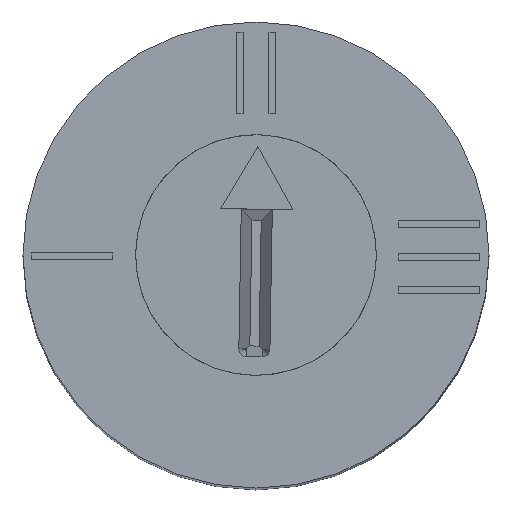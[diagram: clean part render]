
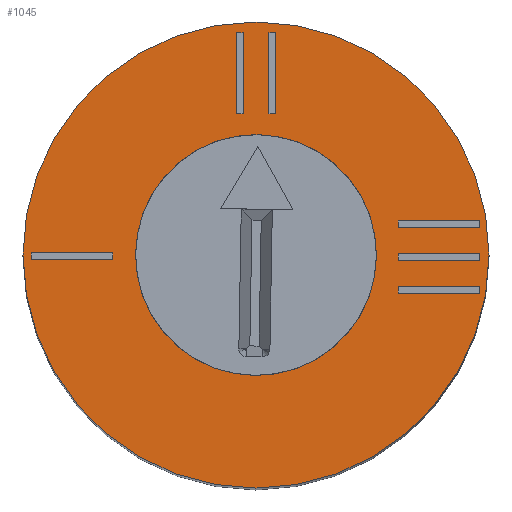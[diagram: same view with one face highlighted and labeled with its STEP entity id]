
A CAD part, top view. The second image highlights one B-rep face of the part: STEP entity #1045.
In plain terms, the highlighted planar face has unit normal (0, 0, 1).
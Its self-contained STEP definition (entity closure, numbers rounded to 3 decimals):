
#30=FACE_BOUND('',#191,.T.);
#31=FACE_BOUND('',#192,.T.);
#32=FACE_BOUND('',#193,.T.);
#33=FACE_BOUND('',#194,.T.);
#34=FACE_BOUND('',#195,.T.);
#35=FACE_BOUND('',#196,.T.);
#36=FACE_BOUND('',#197,.T.);
#57=CIRCLE('',#1180,1.55);
#63=CIRCLE('',#1190,3.);
#126=FACE_OUTER_BOUND('',#190,.T.);
#190=EDGE_LOOP('',(#850));
#191=EDGE_LOOP('',(#851,#852,#853,#854));
#192=EDGE_LOOP('',(#855,#856,#857,#858));
#193=EDGE_LOOP('',(#859,#860,#861,#862));
#194=EDGE_LOOP('',(#863,#864,#865,#866));
#195=EDGE_LOOP('',(#867,#868,#869,#870));
#196=EDGE_LOOP('',(#871,#872,#873,#874));
#197=EDGE_LOOP('',(#875));
#221=LINE('',#1538,#333);
#225=LINE('',#1545,#337);
#228=LINE('',#1551,#340);
#230=LINE('',#1554,#342);
#233=LINE('',#1563,#345);
#237=LINE('',#1570,#349);
#240=LINE('',#1576,#352);
#242=LINE('',#1579,#354);
#245=LINE('',#1588,#357);
#249=LINE('',#1595,#361);
#252=LINE('',#1601,#364);
#254=LINE('',#1604,#366);
#257=LINE('',#1613,#369);
#261=LINE('',#1620,#373);
#264=LINE('',#1626,#376);
#266=LINE('',#1629,#378);
#269=LINE('',#1638,#381);
#273=LINE('',#1645,#385);
#276=LINE('',#1651,#388);
#278=LINE('',#1654,#390);
#281=LINE('',#1663,#393);
#285=LINE('',#1670,#397);
#288=LINE('',#1676,#400);
#290=LINE('',#1679,#402);
#333=VECTOR('',#1233,10.);
#337=VECTOR('',#1239,10.);
#340=VECTOR('',#1244,10.);
#342=VECTOR('',#1248,10.);
#345=VECTOR('',#1255,10.);
#349=VECTOR('',#1261,10.);
#352=VECTOR('',#1266,10.);
#354=VECTOR('',#1270,10.);
#357=VECTOR('',#1277,10.);
#361=VECTOR('',#1283,10.);
#364=VECTOR('',#1288,10.);
#366=VECTOR('',#1292,10.);
#369=VECTOR('',#1299,10.);
#373=VECTOR('',#1305,10.);
#376=VECTOR('',#1310,10.);
#378=VECTOR('',#1314,10.);
#381=VECTOR('',#1321,10.);
#385=VECTOR('',#1327,10.);
#388=VECTOR('',#1332,10.);
#390=VECTOR('',#1336,10.);
#393=VECTOR('',#1343,10.);
#397=VECTOR('',#1349,10.);
#400=VECTOR('',#1354,10.);
#402=VECTOR('',#1358,10.);
#445=VERTEX_POINT('',#1535);
#446=VERTEX_POINT('',#1537);
#448=VERTEX_POINT('',#1543);
#450=VERTEX_POINT('',#1549);
#453=VERTEX_POINT('',#1560);
#454=VERTEX_POINT('',#1562);
#456=VERTEX_POINT('',#1568);
#458=VERTEX_POINT('',#1574);
#461=VERTEX_POINT('',#1585);
#462=VERTEX_POINT('',#1587);
#464=VERTEX_POINT('',#1593);
#466=VERTEX_POINT('',#1599);
#469=VERTEX_POINT('',#1610);
#470=VERTEX_POINT('',#1612);
#472=VERTEX_POINT('',#1618);
#474=VERTEX_POINT('',#1624);
#477=VERTEX_POINT('',#1635);
#478=VERTEX_POINT('',#1637);
#480=VERTEX_POINT('',#1643);
#482=VERTEX_POINT('',#1649);
#485=VERTEX_POINT('',#1660);
#486=VERTEX_POINT('',#1662);
#488=VERTEX_POINT('',#1668);
#490=VERTEX_POINT('',#1674);
#502=VERTEX_POINT('',#1716);
#508=VERTEX_POINT('',#1736);
#537=EDGE_CURVE('',#446,#445,#221,.T.);
#541=EDGE_CURVE('',#445,#448,#225,.T.);
#544=EDGE_CURVE('',#448,#450,#228,.T.);
#546=EDGE_CURVE('',#450,#446,#230,.T.);
#549=EDGE_CURVE('',#454,#453,#233,.T.);
#553=EDGE_CURVE('',#453,#456,#237,.T.);
#556=EDGE_CURVE('',#456,#458,#240,.T.);
#558=EDGE_CURVE('',#458,#454,#242,.T.);
#561=EDGE_CURVE('',#462,#461,#245,.T.);
#565=EDGE_CURVE('',#461,#464,#249,.T.);
#568=EDGE_CURVE('',#464,#466,#252,.T.);
#570=EDGE_CURVE('',#466,#462,#254,.T.);
#573=EDGE_CURVE('',#470,#469,#257,.T.);
#577=EDGE_CURVE('',#469,#472,#261,.T.);
#580=EDGE_CURVE('',#472,#474,#264,.T.);
#582=EDGE_CURVE('',#474,#470,#266,.T.);
#585=EDGE_CURVE('',#478,#477,#269,.T.);
#589=EDGE_CURVE('',#477,#480,#273,.T.);
#592=EDGE_CURVE('',#480,#482,#276,.T.);
#594=EDGE_CURVE('',#482,#478,#278,.T.);
#597=EDGE_CURVE('',#486,#485,#281,.T.);
#601=EDGE_CURVE('',#485,#488,#285,.T.);
#604=EDGE_CURVE('',#488,#490,#288,.T.);
#606=EDGE_CURVE('',#490,#486,#290,.T.);
#623=EDGE_CURVE('',#502,#502,#57,.T.);
#633=EDGE_CURVE('',#508,#508,#63,.T.);
#850=ORIENTED_EDGE('',*,*,#633,.F.);
#851=ORIENTED_EDGE('',*,*,#537,.T.);
#852=ORIENTED_EDGE('',*,*,#541,.T.);
#853=ORIENTED_EDGE('',*,*,#544,.T.);
#854=ORIENTED_EDGE('',*,*,#546,.T.);
#855=ORIENTED_EDGE('',*,*,#549,.T.);
#856=ORIENTED_EDGE('',*,*,#553,.T.);
#857=ORIENTED_EDGE('',*,*,#556,.T.);
#858=ORIENTED_EDGE('',*,*,#558,.T.);
#859=ORIENTED_EDGE('',*,*,#561,.T.);
#860=ORIENTED_EDGE('',*,*,#565,.T.);
#861=ORIENTED_EDGE('',*,*,#568,.T.);
#862=ORIENTED_EDGE('',*,*,#570,.T.);
#863=ORIENTED_EDGE('',*,*,#573,.T.);
#864=ORIENTED_EDGE('',*,*,#577,.T.);
#865=ORIENTED_EDGE('',*,*,#580,.T.);
#866=ORIENTED_EDGE('',*,*,#582,.T.);
#867=ORIENTED_EDGE('',*,*,#585,.T.);
#868=ORIENTED_EDGE('',*,*,#589,.T.);
#869=ORIENTED_EDGE('',*,*,#592,.T.);
#870=ORIENTED_EDGE('',*,*,#594,.T.);
#871=ORIENTED_EDGE('',*,*,#597,.T.);
#872=ORIENTED_EDGE('',*,*,#601,.T.);
#873=ORIENTED_EDGE('',*,*,#604,.T.);
#874=ORIENTED_EDGE('',*,*,#606,.T.);
#875=ORIENTED_EDGE('',*,*,#623,.T.);
#990=PLANE('',#1191);
#1045=ADVANCED_FACE('',(#126,#30,#31,#32,#33,#34,#35,#36),#990,.F.);
#1180=AXIS2_PLACEMENT_3D('',#1717,#1404,#1405);
#1190=AXIS2_PLACEMENT_3D('',#1737,#1428,#1429);
#1191=AXIS2_PLACEMENT_3D('',#1739,#1431,#1432);
#1233=DIRECTION('',(-1.,0.,0.));
#1239=DIRECTION('',(0.,1.,0.));
#1244=DIRECTION('',(1.,0.,0.));
#1248=DIRECTION('',(0.,-1.,0.));
#1255=DIRECTION('',(-1.,0.,0.));
#1261=DIRECTION('',(0.,1.,0.));
#1266=DIRECTION('',(1.,0.,0.));
#1270=DIRECTION('',(0.,-1.,0.));
#1277=DIRECTION('',(-1.,0.,0.));
#1283=DIRECTION('',(0.,1.,0.));
#1288=DIRECTION('',(1.,0.,0.));
#1292=DIRECTION('',(0.,-1.,0.));
#1299=DIRECTION('',(0.,1.,0.));
#1305=DIRECTION('',(1.,0.,0.));
#1310=DIRECTION('',(0.,-1.,0.));
#1314=DIRECTION('',(-1.,0.,0.));
#1321=DIRECTION('',(0.,1.,0.));
#1327=DIRECTION('',(1.,0.,0.));
#1332=DIRECTION('',(0.,-1.,0.));
#1336=DIRECTION('',(-1.,0.,0.));
#1343=DIRECTION('',(-1.,0.,0.));
#1349=DIRECTION('',(0.,1.,0.));
#1354=DIRECTION('',(1.,0.,0.));
#1358=DIRECTION('',(0.,-1.,0.));
#1404=DIRECTION('center_axis',(0.,0.,-1.));
#1405=DIRECTION('ref_axis',(1.,0.,0.));
#1428=DIRECTION('center_axis',(0.,0.,-1.));
#1429=DIRECTION('ref_axis',(-1.,0.,0.));
#1431=DIRECTION('center_axis',(0.,0.,-1.));
#1432=DIRECTION('ref_axis',(-1.,0.,0.));
#1535=CARTESIAN_POINT('',(1.83,0.348,16.7));
#1537=CARTESIAN_POINT('',(2.877,0.348,16.7));
#1538=CARTESIAN_POINT('',(1.438,0.348,16.7));
#1543=CARTESIAN_POINT('',(1.83,0.438,16.7));
#1545=CARTESIAN_POINT('',(1.83,0.174,16.7));
#1549=CARTESIAN_POINT('',(2.877,0.438,16.7));
#1551=CARTESIAN_POINT('',(0.915,0.438,16.7));
#1554=CARTESIAN_POINT('',(2.877,0.219,16.7));
#1560=CARTESIAN_POINT('',(1.83,-0.072,16.7));
#1562=CARTESIAN_POINT('',(2.877,-0.072,16.7));
#1563=CARTESIAN_POINT('',(1.438,-0.072,16.7));
#1568=CARTESIAN_POINT('',(1.83,0.017,16.7));
#1570=CARTESIAN_POINT('',(1.83,-0.036,16.7));
#1574=CARTESIAN_POINT('',(2.877,0.017,16.7));
#1576=CARTESIAN_POINT('',(0.915,0.017,16.7));
#1579=CARTESIAN_POINT('',(2.877,0.008,16.7));
#1585=CARTESIAN_POINT('',(1.83,-0.493,16.7));
#1587=CARTESIAN_POINT('',(2.877,-0.493,16.7));
#1588=CARTESIAN_POINT('',(1.438,-0.493,16.7));
#1593=CARTESIAN_POINT('',(1.83,-0.404,16.7));
#1595=CARTESIAN_POINT('',(1.83,-0.247,16.7));
#1599=CARTESIAN_POINT('',(2.877,-0.404,16.7));
#1601=CARTESIAN_POINT('',(0.915,-0.404,16.7));
#1604=CARTESIAN_POINT('',(2.877,-0.202,16.7));
#1610=CARTESIAN_POINT('',(0.167,2.863,16.7));
#1612=CARTESIAN_POINT('',(0.167,1.817,16.7));
#1613=CARTESIAN_POINT('',(0.167,0.909,16.7));
#1618=CARTESIAN_POINT('',(0.256,2.863,16.7));
#1620=CARTESIAN_POINT('',(0.083,2.863,16.7));
#1624=CARTESIAN_POINT('',(0.256,1.817,16.7));
#1626=CARTESIAN_POINT('',(0.256,1.432,16.7));
#1629=CARTESIAN_POINT('',(0.128,1.817,16.7));
#1635=CARTESIAN_POINT('',(-0.254,2.863,16.7));
#1637=CARTESIAN_POINT('',(-0.254,1.817,16.7));
#1638=CARTESIAN_POINT('',(-0.254,0.909,16.7));
#1643=CARTESIAN_POINT('',(-0.164,2.863,16.7));
#1645=CARTESIAN_POINT('',(-0.127,2.863,16.7));
#1649=CARTESIAN_POINT('',(-0.164,1.817,16.7));
#1651=CARTESIAN_POINT('',(-0.164,1.432,16.7));
#1654=CARTESIAN_POINT('',(-0.082,1.817,16.7));
#1660=CARTESIAN_POINT('',(-2.89,-0.062,16.7));
#1662=CARTESIAN_POINT('',(-1.844,-0.062,16.7));
#1663=CARTESIAN_POINT('',(-0.922,-0.062,16.7));
#1668=CARTESIAN_POINT('',(-2.89,0.028,16.7));
#1670=CARTESIAN_POINT('',(-2.89,-0.031,16.7));
#1674=CARTESIAN_POINT('',(-1.844,0.028,16.7));
#1676=CARTESIAN_POINT('',(-1.445,0.028,16.7));
#1679=CARTESIAN_POINT('',(-1.844,0.014,16.7));
#1716=CARTESIAN_POINT('',(-1.55,0.,16.7));
#1717=CARTESIAN_POINT('Origin',(0.,0.,16.7));
#1736=CARTESIAN_POINT('',(3.,0.,16.7));
#1737=CARTESIAN_POINT('Origin',(0.,0.,16.7));
#1739=CARTESIAN_POINT('Origin',(0.,0.,16.7));
